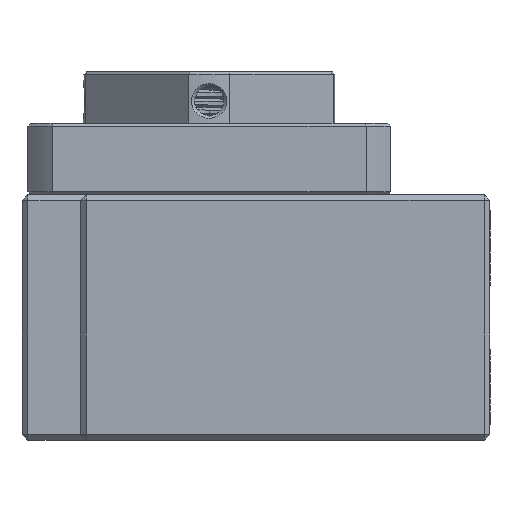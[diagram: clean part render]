
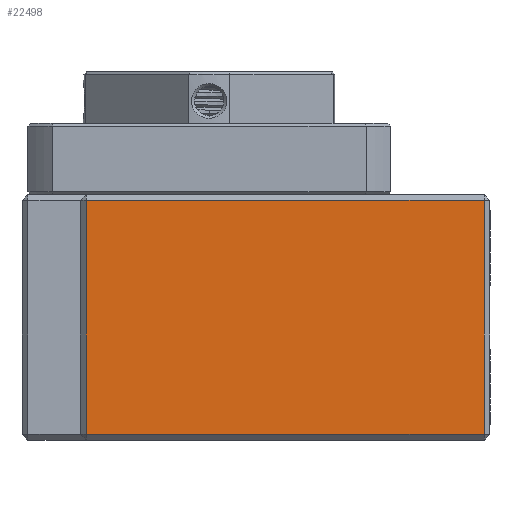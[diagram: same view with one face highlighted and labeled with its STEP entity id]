
A CAD part, left-side view. The second image highlights one B-rep face of the part: STEP entity #22498.
In plain terms, the highlighted planar face has unit normal (-1, 0, 0).
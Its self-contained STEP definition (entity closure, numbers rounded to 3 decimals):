
#7748 = CARTESIAN_POINT ( 'NONE',  ( -53., 1., -20. ) ) ;
#7749 = CARTESIAN_POINT ( 'NONE',  ( -53., 69., -20. ) ) ;
#7750 = DIRECTION ( 'NONE',  ( 0., -1., 0. ) ) ;
#7751 = VECTOR ( 'NONE', #7750, 1000. ) ;
#7752 = CARTESIAN_POINT ( 'NONE',  ( -53., 70., -20. ) ) ;
#7753 = LINE ( 'NONE', #7752, #7751 ) ;
#7754 = DIRECTION ( 'NONE',  ( 0., 1., 0. ) ) ;
#7755 = DIRECTION ( 'NONE',  ( 1., 0., 0. ) ) ;
#7756 = AXIS2_PLACEMENT_3D ( 'NONE', #7757, #7755, #7754 ) ;
#7757 = CARTESIAN_POINT ( 'NONE',  ( -53., 70., 21. ) ) ;
#7758 = PLANE ( 'NONE',  #7756 ) ;
#7759 = FACE_OUTER_BOUND ( 'NONE', #22499, .T. ) ;
#7845 = DIRECTION ( 'NONE',  ( 0., 0., -1. ) ) ;
#7846 = VECTOR ( 'NONE', #7845, 1000. ) ;
#7847 = CARTESIAN_POINT ( 'NONE',  ( -53., 69., 21. ) ) ;
#7848 = LINE ( 'NONE', #7847, #7846 ) ;
#7849 = CARTESIAN_POINT ( 'NONE',  ( -53., 69., 20. ) ) ;
#7850 = DIRECTION ( 'NONE',  ( 0., 1., 0. ) ) ;
#7851 = VECTOR ( 'NONE', #7850, 1000. ) ;
#7852 = CARTESIAN_POINT ( 'NONE',  ( -53., 70., 20. ) ) ;
#7853 = LINE ( 'NONE', #7852, #7851 ) ;
#7854 = CARTESIAN_POINT ( 'NONE',  ( -53., 1., 20. ) ) ;
#7855 = DIRECTION ( 'NONE',  ( 0., 0., 1. ) ) ;
#7856 = VECTOR ( 'NONE', #7855, 1000. ) ;
#7857 = CARTESIAN_POINT ( 'NONE',  ( -53., 1., 21. ) ) ;
#7858 = LINE ( 'NONE', #7857, #7856 ) ;
#22498 = ADVANCED_FACE ( 'NONE', ( #7759 ), #7758, .F. ) ;
#22499 = EDGE_LOOP ( 'NONE', ( #22500, #22504, #22560, #22563 ) ) ;
#22500 = ORIENTED_EDGE ( 'NONE', *, *, #22501, .T. ) ;
#22501 = EDGE_CURVE ( 'NONE', #22502, #22503, #7753, .T. ) ;
#22502 = VERTEX_POINT ( 'NONE', #7749 ) ;
#22503 = VERTEX_POINT ( 'NONE', #7748 ) ;
#22504 = ORIENTED_EDGE ( 'NONE', *, *, #22558, .T. ) ;
#22558 = EDGE_CURVE ( 'NONE', #22503, #22559, #7858, .T. ) ;
#22559 = VERTEX_POINT ( 'NONE', #7854 ) ;
#22560 = ORIENTED_EDGE ( 'NONE', *, *, #22561, .T. ) ;
#22561 = EDGE_CURVE ( 'NONE', #22559, #22562, #7853, .T. ) ;
#22562 = VERTEX_POINT ( 'NONE', #7849 ) ;
#22563 = ORIENTED_EDGE ( 'NONE', *, *, #22564, .T. ) ;
#22564 = EDGE_CURVE ( 'NONE', #22562, #22502, #7848, .T. ) ;
